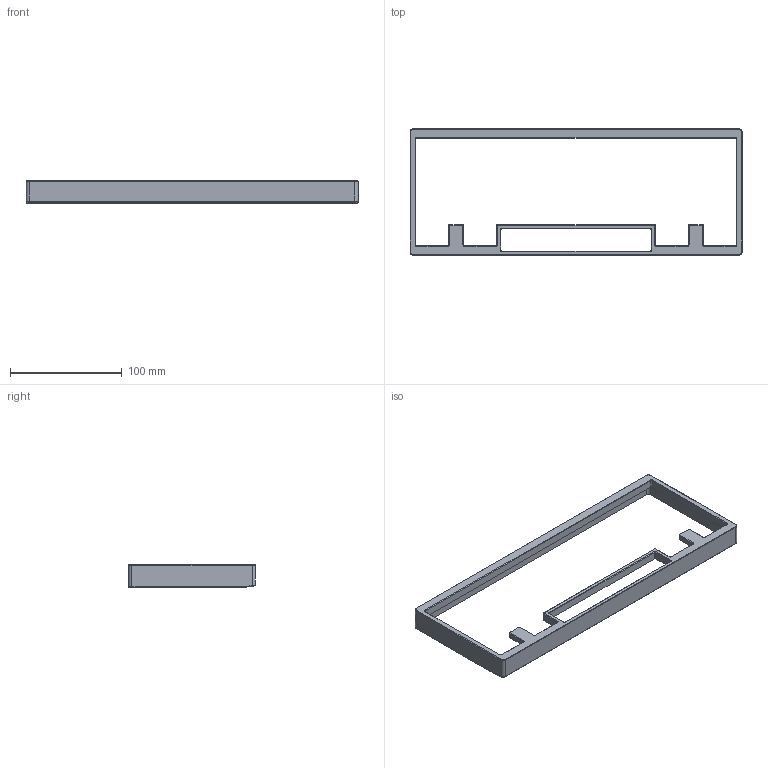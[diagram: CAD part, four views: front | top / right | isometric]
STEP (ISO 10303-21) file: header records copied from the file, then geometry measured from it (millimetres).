
FILE_DESCRIPTION(/* description */ (''),/* implementation_level */ '2;1');
FILE_NAME(/* name */ 'top_case_wkl.step',/* time_stamp */ '2024-10-05T02:03:45+08:00',/* author */ (''),/* organization */ (''),/* preprocessor_version */ 'ST-DEVELOPER v20',/* originating_system */ 'Autodesk Translation Framework v13.20.0.188',/* authorisation */ '');
FILE_SCHEMA (('AUTOMOTIVE_DESIGN { 1 0 10303 214 3 1 1 }'));
Length unit declared in the file: millimetre
Products named in the file (1): top_case_wkl
Bounding box: 296.75 x 113.3 x 20 mm (x, y, z)
Volume: 66479.3 mm3; surface area: 46906.3 mm2
Topology: 1 solids, 1 shells, 146 faces, 332 edges, 202 vertices
Faces by surface type: plane 66, cylinder 52, cone 20, torus 6, bspline 2
Full cylindrical faces by diameter (mm): 1.623 x14
Entity records: 4145 total; most frequent: DIRECTION 752, CARTESIAN_POINT 729, ORIENTED_EDGE 664, EDGE_CURVE 332, AXIS2_PLACEMENT_3D 275, LINE 202, VECTOR 202, VERTEX_POINT 202
